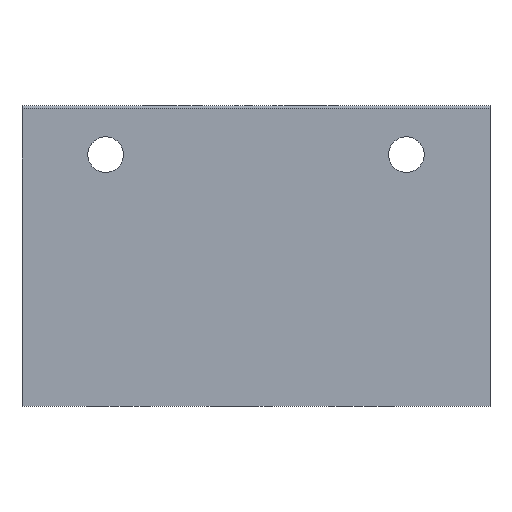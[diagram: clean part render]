
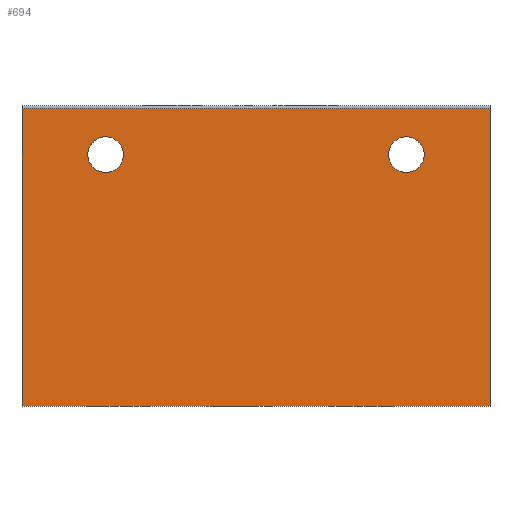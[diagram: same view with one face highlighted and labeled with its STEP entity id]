
A CAD part, front view. The second image highlights one B-rep face of the part: STEP entity #694.
In plain terms, the highlighted planar face has unit normal (0, -1, 0).
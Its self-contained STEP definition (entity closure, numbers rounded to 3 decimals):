
#14=LINE($,#1125,#28);
#18=LINE($,#1136,#32);
#22=LINE($,#1148,#36);
#24=LINE($,#1156,#38);
#28=VECTOR($,#902,42.);
#32=VECTOR($,#912,26.7);
#36=VECTOR($,#924,42.);
#38=VECTOR($,#934,26.7);
#82=FACE_BOUND($,#218,.T.);
#83=FACE_BOUND($,#219,.T.);
#121=PLANE($,#773);
#145=FACE_OUTER_BOUND($,#217,.T.);
#217=EDGE_LOOP($,(#521,#522,#523,#524));
#218=EDGE_LOOP($,(#525));
#219=EDGE_LOOP($,(#526));
#294=CIRCLE($,#744,1.6);
#303=CIRCLE($,#760,1.6);
#347=VERTEX_POINT($,#1089);
#358=VERTEX_POINT($,#1118);
#360=VERTEX_POINT($,#1123);
#361=VERTEX_POINT($,#1124);
#365=VERTEX_POINT($,#1135);
#369=VERTEX_POINT($,#1147);
#408=EDGE_CURVE($,#347,#347,#294,.T.);
#419=EDGE_CURVE($,#358,#358,#303,.T.);
#421=EDGE_CURVE($,#360,#361,#14,.T.);
#427=EDGE_CURVE($,#365,#360,#18,.T.);
#433=EDGE_CURVE($,#365,#369,#22,.T.);
#437=EDGE_CURVE($,#369,#361,#24,.T.);
#521=ORIENTED_EDGE($,*,*,#427,.T.);
#522=ORIENTED_EDGE($,*,*,#421,.T.);
#523=ORIENTED_EDGE($,*,*,#437,.F.);
#524=ORIENTED_EDGE($,*,*,#433,.F.);
#525=ORIENTED_EDGE($,*,*,#408,.F.);
#526=ORIENTED_EDGE($,*,*,#419,.F.);
#694=ADVANCED_FACE($,(#145,#82,#83),#121,.F.);
#744=AXIS2_PLACEMENT_3D($,#1090,#862,#863);
#760=AXIS2_PLACEMENT_3D($,#1119,#896,#897);
#773=AXIS2_PLACEMENT_3D($,#1155,#932,#933);
#862=DIRECTION('center_axis',(0.,-1.,0.));
#863=DIRECTION('ref_axis',(1.,0.,0.));
#896=DIRECTION('center_axis',(0.,-1.,0.));
#897=DIRECTION('ref_axis',(1.,0.,0.));
#902=DIRECTION($,(-1.,0.,0.));
#912=DIRECTION($,(0.,0.,1.));
#924=DIRECTION($,(-1.,0.,0.));
#932=DIRECTION('center_axis',(0.,1.,0.));
#933=DIRECTION('ref_axis',(0.,0.,1.));
#934=DIRECTION($,(0.,0.,1.));
#1089=CARTESIAN_POINT('',(5.2,0.875,23.1));
#1090=CARTESIAN_POINT('Origin',(6.8,0.875,23.1));
#1118=CARTESIAN_POINT('',(32.2,0.875,23.1));
#1119=CARTESIAN_POINT('Origin',(33.8,0.875,23.1));
#1123=CARTESIAN_POINT('',(41.3,0.875,27.2));
#1124=CARTESIAN_POINT('',(-0.7,0.875,27.2));
#1125=CARTESIAN_POINT($,(41.3,0.875,27.2));
#1135=CARTESIAN_POINT('',(41.3,0.875,0.5));
#1136=CARTESIAN_POINT($,(41.3,0.875,0.5));
#1147=CARTESIAN_POINT('',(-0.7,0.875,0.5));
#1148=CARTESIAN_POINT($,(41.3,0.875,0.5));
#1155=CARTESIAN_POINT('Origin',(26.8,0.875,1.299));
#1156=CARTESIAN_POINT($,(-0.7,0.875,0.5));
